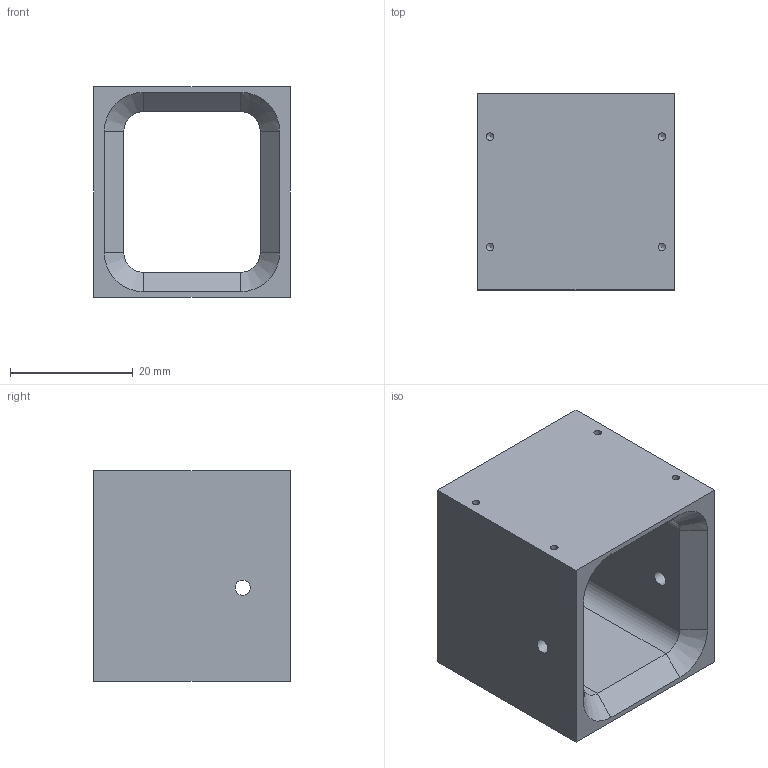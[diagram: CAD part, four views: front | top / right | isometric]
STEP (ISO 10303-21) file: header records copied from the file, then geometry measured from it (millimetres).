
FILE_DESCRIPTION(/* description */ ('NP2 SPACER BLOCK'),/* implementation_level */ '2;1');
FILE_NAME(/* name */ 'J008605 NP2 SPACER BLOCK Rev A.stp',/* time_stamp */ '2022-09-11T22:43:49-04:00',/* author */ ('jonba'),/* organization */ (''),/* preprocessor_version */ 'ST-DEVELOPER v18.1',/* originating_system */ 'Autodesk Inventor 2022',/* authorisation */ '');
FILE_SCHEMA (('AUTOMOTIVE_DESIGN { 1 0 10303 214 3 1 1 }'));
Length unit declared in the file: inch
Products named in the file (1): J008605
Bounding box: 32 x 32 x 34.29 mm (x, y, z)
Volume: 15680.2 mm3; surface area: 8166.4 mm2
Topology: 1 solids, 1 shells, 48 faces, 114 edges, 68 vertices
Faces by surface type: plane 18, cone 16, cylinder 14
Full cylindrical faces by diameter (mm): 1.219 x4, 1.575 x4, 2.459 x2
Entity records: 1377 total; most frequent: DIRECTION 240, CARTESIAN_POINT 223, ORIENTED_EDGE 212, EDGE_CURVE 106, AXIS2_PLACEMENT_3D 85, LINE 70, VECTOR 70, VERTEX_POINT 68
